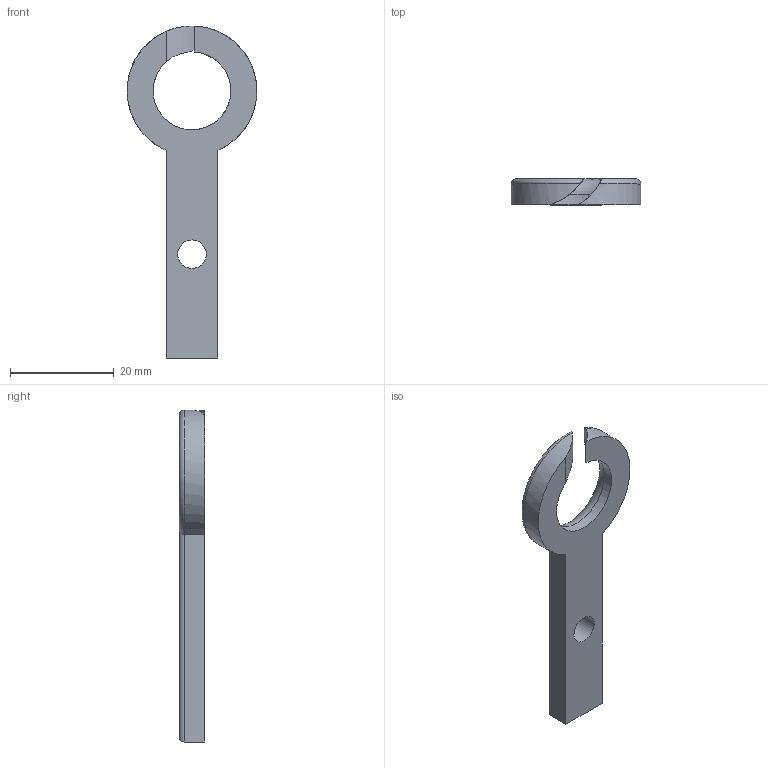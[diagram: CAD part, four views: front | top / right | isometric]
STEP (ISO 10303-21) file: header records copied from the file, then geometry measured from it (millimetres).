
FILE_DESCRIPTION(/* description */ (''),/* implementation_level */ '2;1');
FILE_NAME(/* name */ 'filament guide v2.step',/* time_stamp */ '2018-07-24T23:55:19+02:00',/* author */ ('sven.ginka'),/* organization */ (''),/* preprocessor_version */ 'ST-DEVELOPER v17',/* originating_system */ 'Autodesk Translation Framework v7.1.0.215',/* authorisation */ '');
FILE_SCHEMA (('AUTOMOTIVE_DESIGN { 1 0 10303 214 3 1 1 }'));
Length unit declared in the file: millimetre
Products named in the file (1): filament guide
Bounding box: 25 x 5 x 63.96 mm (x, y, z)
Volume: 3184.6 mm3; surface area: 2345 mm2
Topology: 1 solids, 1 shells, 17 faces, 41 edges, 26 vertices
Faces by surface type: cylinder 9, plane 5, torus 3
Full cylindrical faces by diameter (mm): 5.5 x1
Entity records: 610 total; most frequent: CARTESIAN_POINT 183, ORIENTED_EDGE 82, DIRECTION 80, EDGE_CURVE 41, AXIS2_PLACEMENT_3D 31, VERTEX_POINT 26, EDGE_LOOP 19, LINE 18
